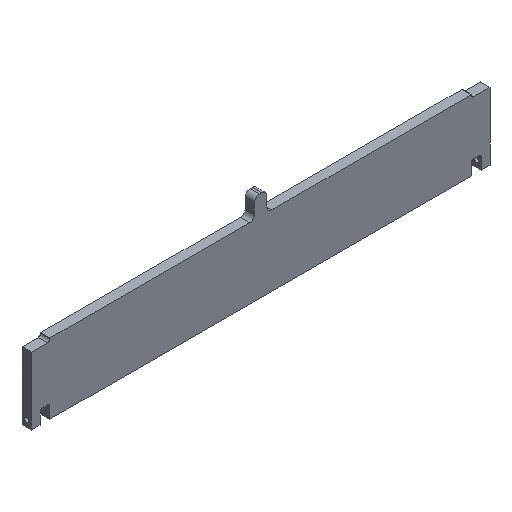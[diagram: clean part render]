
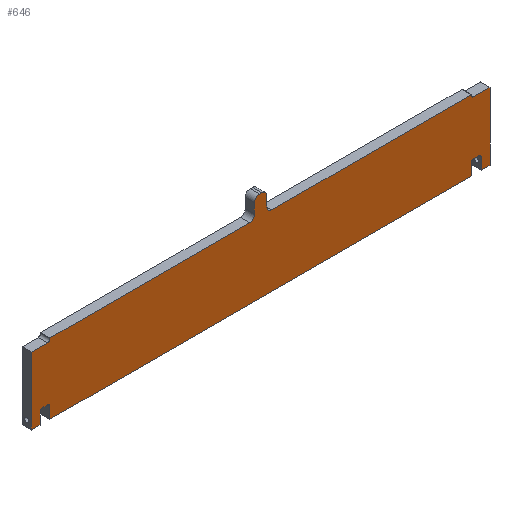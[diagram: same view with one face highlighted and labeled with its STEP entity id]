
A CAD part, isometric view. The second image highlights one B-rep face of the part: STEP entity #646.
In plain terms, the highlighted planar face has unit normal (0, -1, 0).
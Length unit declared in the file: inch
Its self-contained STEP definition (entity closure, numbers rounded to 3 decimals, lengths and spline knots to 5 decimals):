
#17=LINE('',#937,#87);
#23=LINE('',#950,#93);
#43=LINE('',#1010,#113);
#44=LINE('',#1014,#114);
#45=LINE('',#1017,#115);
#46=LINE('',#1021,#116);
#47=LINE('',#1023,#117);
#48=LINE('',#1025,#118);
#49=LINE('',#1027,#119);
#50=LINE('',#1031,#120);
#51=LINE('',#1035,#121);
#52=LINE('',#1037,#122);
#53=LINE('',#1039,#123);
#54=LINE('',#1043,#124);
#55=LINE('',#1047,#125);
#56=LINE('',#1049,#126);
#57=LINE('',#1051,#127);
#58=LINE('',#1053,#128);
#59=LINE('',#1056,#129);
#60=LINE('',#1060,#130);
#87=VECTOR('',#751,10.0625);
#93=VECTOR('',#759,10.0625);
#113=VECTOR('',#803,0.125);
#114=VECTOR('',#806,0.5);
#115=VECTOR('',#809,0.025);
#116=VECTOR('',#812,0.8125);
#117=VECTOR('',#813,3.4);
#118=VECTOR('',#814,0.4375);
#119=VECTOR('',#815,0.56875);
#120=VECTOR('',#818,0.25);
#121=VECTOR('',#821,0.56875);
#122=VECTOR('',#822,21.25);
#123=VECTOR('',#823,0.56875);
#124=VECTOR('',#826,0.25);
#125=VECTOR('',#829,0.56875);
#126=VECTOR('',#830,0.4375);
#127=VECTOR('',#831,3.4);
#128=VECTOR('',#832,0.8125);
#129=VECTOR('',#835,0.025);
#130=VECTOR('',#838,0.5);
#160=PLANE('',#696);
#190=FACE_OUTER_BOUND('',#226,.T.);
#226=EDGE_LOOP('',(#483,#484,#485,#486,#487,#488,#489,#490,#491,#492,#493,
#494,#495,#496,#497,#498,#499,#500,#501,#502,#503,#504,#505,#506,#507,#508,
#509,#510,#511,#512));
#273=CIRCLE('',#697,0.25);
#274=CIRCLE('',#698,0.25);
#275=CIRCLE('',#699,0.125);
#276=CIRCLE('',#700,0.125);
#277=CIRCLE('',#701,0.125);
#278=CIRCLE('',#702,0.125);
#279=CIRCLE('',#703,0.125);
#280=CIRCLE('',#704,0.125);
#281=CIRCLE('',#705,0.25);
#282=CIRCLE('',#706,0.25);
#287=VERTEX_POINT('',#935);
#288=VERTEX_POINT('',#936);
#293=VERTEX_POINT('',#947);
#294=VERTEX_POINT('',#949);
#321=VERTEX_POINT('',#1008);
#322=VERTEX_POINT('',#1009);
#323=VERTEX_POINT('',#1011);
#324=VERTEX_POINT('',#1013);
#325=VERTEX_POINT('',#1016);
#326=VERTEX_POINT('',#1018);
#327=VERTEX_POINT('',#1020);
#328=VERTEX_POINT('',#1022);
#329=VERTEX_POINT('',#1024);
#330=VERTEX_POINT('',#1026);
#331=VERTEX_POINT('',#1028);
#332=VERTEX_POINT('',#1030);
#333=VERTEX_POINT('',#1032);
#334=VERTEX_POINT('',#1034);
#335=VERTEX_POINT('',#1036);
#336=VERTEX_POINT('',#1038);
#337=VERTEX_POINT('',#1040);
#338=VERTEX_POINT('',#1042);
#339=VERTEX_POINT('',#1044);
#340=VERTEX_POINT('',#1046);
#341=VERTEX_POINT('',#1048);
#342=VERTEX_POINT('',#1050);
#343=VERTEX_POINT('',#1052);
#344=VERTEX_POINT('',#1054);
#345=VERTEX_POINT('',#1057);
#346=VERTEX_POINT('',#1059);
#351=EDGE_CURVE('',#287,#288,#17,.T.);
#357=EDGE_CURVE('',#293,#294,#23,.T.);
#387=EDGE_CURVE('',#321,#322,#43,.T.);
#388=EDGE_CURVE('',#321,#323,#273,.T.);
#389=EDGE_CURVE('',#323,#324,#44,.T.);
#390=EDGE_CURVE('',#324,#288,#274,.T.);
#391=EDGE_CURVE('',#287,#325,#45,.T.);
#392=EDGE_CURVE('',#326,#325,#275,.T.);
#393=EDGE_CURVE('',#327,#326,#46,.T.);
#394=EDGE_CURVE('',#328,#327,#47,.T.);
#395=EDGE_CURVE('',#329,#328,#48,.T.);
#396=EDGE_CURVE('',#329,#330,#49,.T.);
#397=EDGE_CURVE('',#331,#330,#276,.T.);
#398=EDGE_CURVE('',#331,#332,#50,.T.);
#399=EDGE_CURVE('',#333,#332,#277,.T.);
#400=EDGE_CURVE('',#333,#334,#51,.T.);
#401=EDGE_CURVE('',#335,#334,#52,.T.);
#402=EDGE_CURVE('',#336,#335,#53,.T.);
#403=EDGE_CURVE('',#336,#337,#278,.T.);
#404=EDGE_CURVE('',#338,#337,#54,.T.);
#405=EDGE_CURVE('',#338,#339,#279,.T.);
#406=EDGE_CURVE('',#340,#339,#55,.T.);
#407=EDGE_CURVE('',#341,#340,#56,.T.);
#408=EDGE_CURVE('',#341,#342,#57,.T.);
#409=EDGE_CURVE('',#342,#343,#58,.T.);
#410=EDGE_CURVE('',#343,#344,#280,.T.);
#411=EDGE_CURVE('',#294,#344,#59,.T.);
#412=EDGE_CURVE('',#293,#345,#281,.T.);
#413=EDGE_CURVE('',#346,#345,#60,.T.);
#414=EDGE_CURVE('',#346,#322,#282,.T.);
#483=ORIENTED_EDGE('',*,*,#387,.F.);
#484=ORIENTED_EDGE('',*,*,#388,.T.);
#485=ORIENTED_EDGE('',*,*,#389,.T.);
#486=ORIENTED_EDGE('',*,*,#390,.T.);
#487=ORIENTED_EDGE('',*,*,#351,.F.);
#488=ORIENTED_EDGE('',*,*,#391,.T.);
#489=ORIENTED_EDGE('',*,*,#392,.F.);
#490=ORIENTED_EDGE('',*,*,#393,.F.);
#491=ORIENTED_EDGE('',*,*,#394,.F.);
#492=ORIENTED_EDGE('',*,*,#395,.F.);
#493=ORIENTED_EDGE('',*,*,#396,.T.);
#494=ORIENTED_EDGE('',*,*,#397,.F.);
#495=ORIENTED_EDGE('',*,*,#398,.T.);
#496=ORIENTED_EDGE('',*,*,#399,.F.);
#497=ORIENTED_EDGE('',*,*,#400,.T.);
#498=ORIENTED_EDGE('',*,*,#401,.F.);
#499=ORIENTED_EDGE('',*,*,#402,.F.);
#500=ORIENTED_EDGE('',*,*,#403,.T.);
#501=ORIENTED_EDGE('',*,*,#404,.F.);
#502=ORIENTED_EDGE('',*,*,#405,.T.);
#503=ORIENTED_EDGE('',*,*,#406,.F.);
#504=ORIENTED_EDGE('',*,*,#407,.F.);
#505=ORIENTED_EDGE('',*,*,#408,.T.);
#506=ORIENTED_EDGE('',*,*,#409,.T.);
#507=ORIENTED_EDGE('',*,*,#410,.T.);
#508=ORIENTED_EDGE('',*,*,#411,.F.);
#509=ORIENTED_EDGE('',*,*,#357,.F.);
#510=ORIENTED_EDGE('',*,*,#412,.T.);
#511=ORIENTED_EDGE('',*,*,#413,.F.);
#512=ORIENTED_EDGE('',*,*,#414,.T.);
#646=ADVANCED_FACE('',(#190),#160,.F.);
#696=AXIS2_PLACEMENT_3D('',#1007,#801,#802);
#697=AXIS2_PLACEMENT_3D('',#1012,#804,#805);
#698=AXIS2_PLACEMENT_3D('',#1015,#807,#808);
#699=AXIS2_PLACEMENT_3D('',#1019,#810,#811);
#700=AXIS2_PLACEMENT_3D('',#1029,#816,#817);
#701=AXIS2_PLACEMENT_3D('',#1033,#819,#820);
#702=AXIS2_PLACEMENT_3D('',#1041,#824,#825);
#703=AXIS2_PLACEMENT_3D('',#1045,#827,#828);
#704=AXIS2_PLACEMENT_3D('',#1055,#833,#834);
#705=AXIS2_PLACEMENT_3D('',#1058,#836,#837);
#706=AXIS2_PLACEMENT_3D('',#1061,#839,#840);
#751=DIRECTION('',(1.,0.,0.));
#759=DIRECTION('',(1.,0.,0.));
#801=DIRECTION('center_axis',(0.,1.,0.));
#802=DIRECTION('ref_axis',(0.,0.,1.));
#803=DIRECTION('',(1.,0.,0.));
#804=DIRECTION('center_axis',(0.,-1.,0.));
#805=DIRECTION('ref_axis',(0.,0.,1.));
#806=DIRECTION('',(0.,0.,-1.));
#807=DIRECTION('center_axis',(0.,1.,0.));
#808=DIRECTION('ref_axis',(0.,0.,1.));
#809=DIRECTION('',(0.,0.,-1.));
#810=DIRECTION('center_axis',(0.,-1.,0.));
#811=DIRECTION('ref_axis',(0.,0.,1.));
#812=DIRECTION('',(1.,0.,0.));
#813=DIRECTION('',(0.,0.,1.));
#814=DIRECTION('',(-1.,0.,0.));
#815=DIRECTION('',(0.,0.,1.));
#816=DIRECTION('center_axis',(0.,-1.,0.));
#817=DIRECTION('ref_axis',(0.,0.,1.));
#818=DIRECTION('',(1.,0.,0.));
#819=DIRECTION('center_axis',(0.,-1.,0.));
#820=DIRECTION('ref_axis',(0.,0.,1.));
#821=DIRECTION('',(0.,0.,-1.));
#822=DIRECTION('',(-1.,0.,0.));
#823=DIRECTION('',(0.,0.,-1.));
#824=DIRECTION('center_axis',(0.,1.,0.));
#825=DIRECTION('ref_axis',(0.,0.,1.));
#826=DIRECTION('',(-1.,0.,0.));
#827=DIRECTION('center_axis',(0.,1.,0.));
#828=DIRECTION('ref_axis',(0.,0.,1.));
#829=DIRECTION('',(0.,0.,1.));
#830=DIRECTION('',(-1.,0.,0.));
#831=DIRECTION('',(0.,0.,1.));
#832=DIRECTION('',(-1.,0.,0.));
#833=DIRECTION('center_axis',(0.,1.,0.));
#834=DIRECTION('ref_axis',(0.,0.,1.));
#835=DIRECTION('',(0.,0.,-1.));
#836=DIRECTION('center_axis',(0.,1.,0.));
#837=DIRECTION('ref_axis',(0.,0.,1.));
#838=DIRECTION('',(0.,0.,-1.));
#839=DIRECTION('center_axis',(0.,-1.,0.));
#840=DIRECTION('ref_axis',(0.,0.,1.));
#935=CARTESIAN_POINT('',(-10.625,-0.23622,1.775));
#936=CARTESIAN_POINT('',(-0.5625,-0.23622,1.775));
#937=CARTESIAN_POINT('',(11.625,-0.23622,1.775));
#947=CARTESIAN_POINT('',(0.5625,-0.23622,1.775));
#949=CARTESIAN_POINT('',(10.625,-0.23622,1.775));
#950=CARTESIAN_POINT('',(11.625,-0.23622,1.775));
#1007=CARTESIAN_POINT('Origin',(-11.625,-0.23622,-1.775));
#1008=CARTESIAN_POINT('',(-0.0625,-0.23622,2.775));
#1009=CARTESIAN_POINT('',(0.0625,-0.23622,2.775));
#1010=CARTESIAN_POINT('',(0.3125,-0.23622,2.775));
#1011=CARTESIAN_POINT('',(-0.3125,-0.23622,2.525));
#1012=CARTESIAN_POINT('Origin',(-0.0625,-0.23622,2.525));
#1013=CARTESIAN_POINT('',(-0.3125,-0.23622,2.025));
#1014=CARTESIAN_POINT('',(-0.3125,-0.23622,2.775));
#1015=CARTESIAN_POINT('Origin',(-0.5625,-0.23622,2.025));
#1016=CARTESIAN_POINT('',(-10.625,-0.23622,1.75));
#1017=CARTESIAN_POINT('',(-10.625,-0.23622,0.));
#1018=CARTESIAN_POINT('',(-10.75,-0.23622,1.625));
#1019=CARTESIAN_POINT('Origin',(-10.75,-0.23622,1.75));
#1020=CARTESIAN_POINT('',(-11.5625,-0.23622,1.625));
#1021=CARTESIAN_POINT('',(0.,-0.23622,1.625));
#1022=CARTESIAN_POINT('',(-11.5625,-0.23622,-1.775));
#1023=CARTESIAN_POINT('',(-11.5625,-0.23622,-1.775));
#1024=CARTESIAN_POINT('',(-11.125,-0.23622,-1.775));
#1025=CARTESIAN_POINT('',(11.625,-0.23622,-1.775));
#1026=CARTESIAN_POINT('',(-11.125,-0.23622,-1.20625));
#1027=CARTESIAN_POINT('',(-11.125,-0.23622,0.));
#1028=CARTESIAN_POINT('',(-11.,-0.23622,-1.08125));
#1029=CARTESIAN_POINT('Origin',(-11.,-0.23622,-1.20625));
#1030=CARTESIAN_POINT('',(-10.75,-0.23622,-1.08125));
#1031=CARTESIAN_POINT('',(0.,-0.23622,-1.08125));
#1032=CARTESIAN_POINT('',(-10.625,-0.23622,-1.20625));
#1033=CARTESIAN_POINT('Origin',(-10.75,-0.23622,-1.20625));
#1034=CARTESIAN_POINT('',(-10.625,-0.23622,-1.775));
#1035=CARTESIAN_POINT('',(-10.625,-0.23622,0.));
#1036=CARTESIAN_POINT('',(10.625,-0.23622,-1.775));
#1037=CARTESIAN_POINT('',(11.625,-0.23622,-1.775));
#1038=CARTESIAN_POINT('',(10.625,-0.23622,-1.20625));
#1039=CARTESIAN_POINT('',(10.625,-0.23622,0.));
#1040=CARTESIAN_POINT('',(10.75,-0.23622,-1.08125));
#1041=CARTESIAN_POINT('Origin',(10.75,-0.23622,-1.20625));
#1042=CARTESIAN_POINT('',(11.,-0.23622,-1.08125));
#1043=CARTESIAN_POINT('',(0.,-0.23622,-1.08125));
#1044=CARTESIAN_POINT('',(11.125,-0.23622,-1.20625));
#1045=CARTESIAN_POINT('Origin',(11.,-0.23622,-1.20625));
#1046=CARTESIAN_POINT('',(11.125,-0.23622,-1.775));
#1047=CARTESIAN_POINT('',(11.125,-0.23622,0.));
#1048=CARTESIAN_POINT('',(11.5625,-0.23622,-1.775));
#1049=CARTESIAN_POINT('',(11.625,-0.23622,-1.775));
#1050=CARTESIAN_POINT('',(11.5625,-0.23622,1.625));
#1051=CARTESIAN_POINT('',(11.5625,-0.23622,-1.775));
#1052=CARTESIAN_POINT('',(10.75,-0.23622,1.625));
#1053=CARTESIAN_POINT('',(0.,-0.23622,1.625));
#1054=CARTESIAN_POINT('',(10.625,-0.23622,1.75));
#1055=CARTESIAN_POINT('Origin',(10.75,-0.23622,1.75));
#1056=CARTESIAN_POINT('',(10.625,-0.23622,0.));
#1057=CARTESIAN_POINT('',(0.3125,-0.23622,2.025));
#1058=CARTESIAN_POINT('Origin',(0.5625,-0.23622,2.025));
#1059=CARTESIAN_POINT('',(0.3125,-0.23622,2.525));
#1060=CARTESIAN_POINT('',(0.3125,-0.23622,2.775));
#1061=CARTESIAN_POINT('Origin',(0.0625,-0.23622,2.525));
